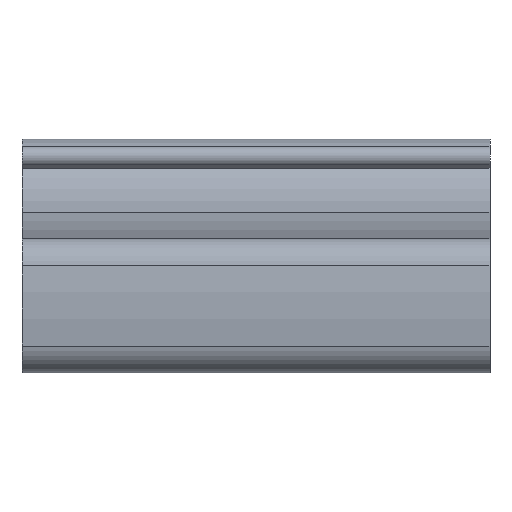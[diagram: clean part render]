
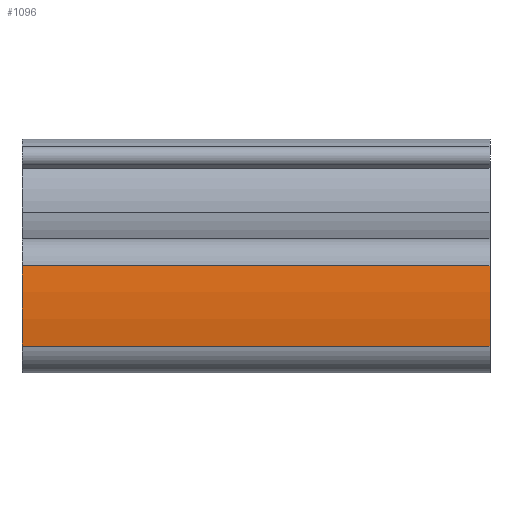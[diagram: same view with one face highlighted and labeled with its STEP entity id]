
A CAD part, left-side view. The second image highlights one B-rep face of the part: STEP entity #1096.
In plain terms, the highlighted cylindrical face has radius 18.74 mm (diameter 37.48 mm), a partial arc.
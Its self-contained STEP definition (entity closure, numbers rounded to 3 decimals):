
#5 = FACE_OUTER_BOUND ( 'NONE', #1221, .T. ) ;
#188 = CARTESIAN_POINT ( 'NONE',  ( 63.34, 60., 4.3 ) ) ;
#355 = ORIENTED_EDGE ( 'NONE', *, *, #1641, .T. ) ;
#416 = AXIS2_PLACEMENT_3D ( 'NONE', #1182, #1598, #1317 ) ;
#417 = EDGE_CURVE ( 'NONE', #1488, #1772, #1298, .T. ) ;
#440 = DIRECTION ( 'NONE',  ( 0., 1., 0. ) ) ;
#486 = DIRECTION ( 'NONE',  ( 0., 1., 0. ) ) ;
#579 = CYLINDRICAL_SURFACE ( 'NONE', #1536, 18.74 ) ;
#609 = CIRCLE ( 'NONE', #1227, 18.74 ) ;
#637 = CARTESIAN_POINT ( 'NONE',  ( 44.778, 60., 6.875 ) ) ;
#651 = ORIENTED_EDGE ( 'NONE', *, *, #1173, .F. ) ;
#687 = VERTEX_POINT ( 'NONE', #637 ) ;
#716 = CARTESIAN_POINT ( 'NONE',  ( 44.778, 60., 1.725 ) ) ;
#742 = CARTESIAN_POINT ( 'NONE',  ( 44.778, -17.266, 6.875 ) ) ;
#746 = CARTESIAN_POINT ( 'NONE',  ( 44.778, -17.266, 1.725 ) ) ;
#935 = ORIENTED_EDGE ( 'NONE', *, *, #1548, .T. ) ;
#978 = VECTOR ( 'NONE', #486, 1000. ) ;
#1055 = VECTOR ( 'NONE', #1570, 1000. ) ;
#1096 = ADVANCED_FACE ( 'NONE', ( #5 ), #579, .T. ) ;
#1138 = CARTESIAN_POINT ( 'NONE',  ( 63.34, -17.266, 4.3 ) ) ;
#1173 = EDGE_CURVE ( 'NONE', #1772, #1321, #1826, .T. ) ;
#1182 = CARTESIAN_POINT ( 'NONE',  ( 63.34, 90., 4.3 ) ) ;
#1221 = EDGE_LOOP ( 'NONE', ( #1338, #355, #935, #651 ) ) ;
#1227 = AXIS2_PLACEMENT_3D ( 'NONE', #188, #1751, #1303 ) ;
#1267 = LINE ( 'NONE', #742, #1055 ) ;
#1298 = LINE ( 'NONE', #746, #978 ) ;
#1303 = DIRECTION ( 'NONE',  ( 0., 0., -1. ) ) ;
#1317 = DIRECTION ( 'NONE',  ( 0., 0., 1. ) ) ;
#1321 = VERTEX_POINT ( 'NONE', #1669 ) ;
#1338 = ORIENTED_EDGE ( 'NONE', *, *, #417, .F. ) ;
#1488 = VERTEX_POINT ( 'NONE', #716 ) ;
#1536 = AXIS2_PLACEMENT_3D ( 'NONE', #1138, #440, #1563 ) ;
#1548 = EDGE_CURVE ( 'NONE', #687, #1321, #1267, .T. ) ;
#1563 = DIRECTION ( 'NONE',  ( 0., 0., 1. ) ) ;
#1570 = DIRECTION ( 'NONE',  ( 0., 1., 0. ) ) ;
#1598 = DIRECTION ( 'NONE',  ( 0., 1., 0. ) ) ;
#1641 = EDGE_CURVE ( 'NONE', #1488, #687, #609, .T. ) ;
#1656 = CARTESIAN_POINT ( 'NONE',  ( 44.778, 90., 1.725 ) ) ;
#1669 = CARTESIAN_POINT ( 'NONE',  ( 44.778, 90., 6.875 ) ) ;
#1751 = DIRECTION ( 'NONE',  ( 0., 1., 0. ) ) ;
#1772 = VERTEX_POINT ( 'NONE', #1656 ) ;
#1826 = CIRCLE ( 'NONE', #416, 18.74 ) ;
